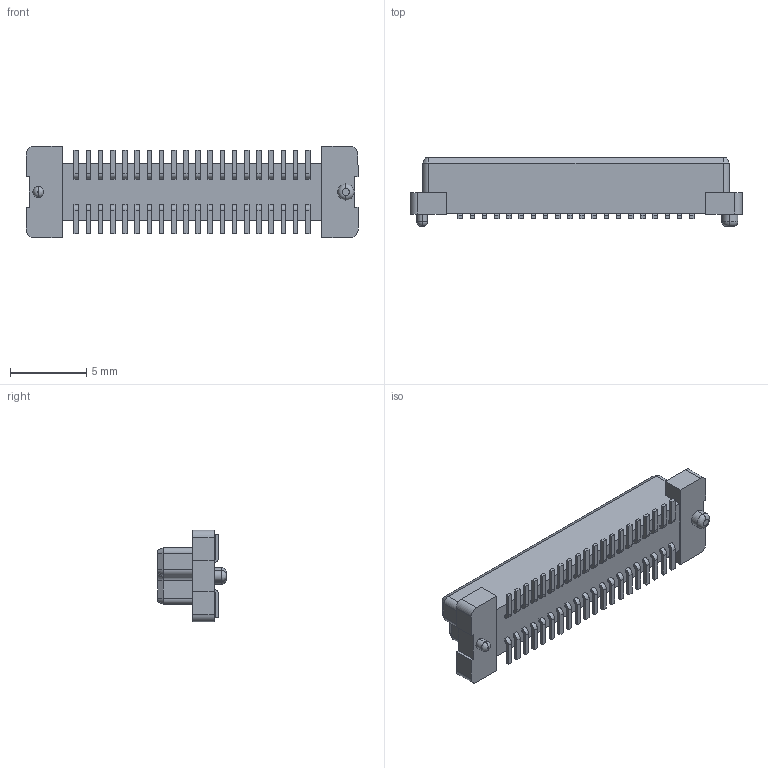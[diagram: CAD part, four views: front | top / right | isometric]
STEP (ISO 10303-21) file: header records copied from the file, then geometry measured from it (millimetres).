
FILE_DESCRIPTION (( 'STEP AP214' ), '1' );
FILE_NAME ('61082-041120.STEP', '2023-05-05T08:37:08', ( '' ), ( '' ), 'SwSTEP 2.0', 'SolidWorks 2021', '' );
FILE_SCHEMA (( 'AUTOMOTIVE_DESIGN' ));
Length unit declared in the file: millimetre
Products named in the file (3): 61082-041120; 61082-additional_04; pin^61082 add Ass
Assembly tree (21 placements, depth 2):
  61082-041120
    61082-additional_04
    pin^61082 add Ass  x20
Bounding box: 21.8 x 4.5 x 6 mm (x, y, z)
Volume: 246.6 mm3; surface area: 541.1 mm2
Topology: 42 solids, 42 shells, 403 faces, 923 edges, 608 vertices
Faces by surface type: plane 291, cylinder 100, cone 8, torus 4
Entity records: 3133 total; most frequent: DIRECTION 537, CARTESIAN_POINT 526, ORIENTED_EDGE 478, EDGE_CURVE 239, VECTOR 179, AXIS2_PLACEMENT_3D 179, LINE 179, VERTEX_POINT 152
